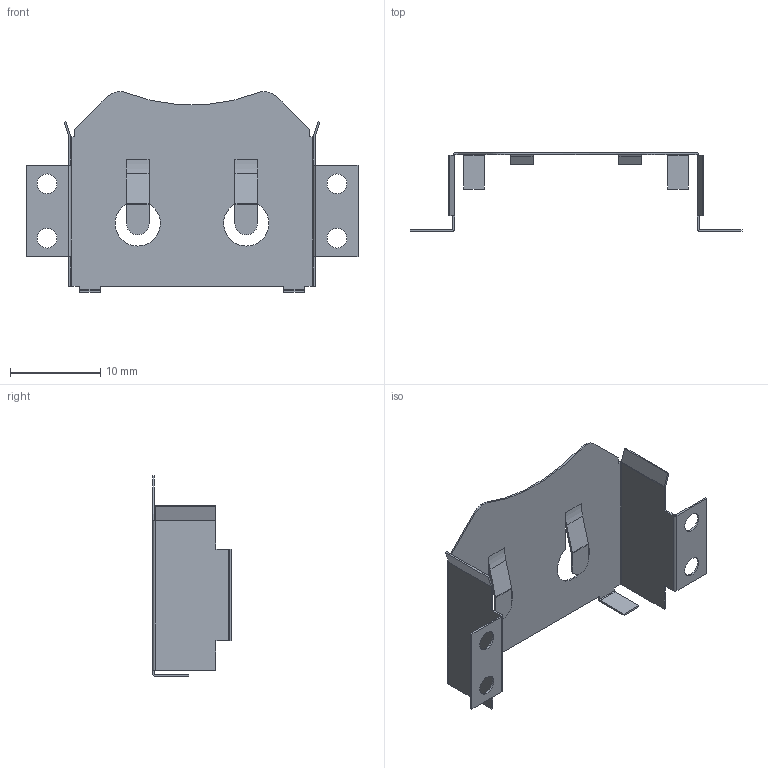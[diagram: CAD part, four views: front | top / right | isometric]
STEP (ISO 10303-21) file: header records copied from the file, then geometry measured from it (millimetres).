
FILE_DESCRIPTION (( 'STEP AP214' ), '1' );
FILE_NAME ('BRX1-2477-SM.STEP', '2020-02-10T20:53:54', ( '' ), ( '' ), 'SwSTEP 2.0', 'SolidWorks 2017', '' );
FILE_SCHEMA (( 'AUTOMOTIVE_DESIGN' ));
Length unit declared in the file: millimetre
Products named in the file (1): BRX1-2477-SM
Bounding box: 36.7 x 8.7 x 22.2 mm (x, y, z)
Volume: 180.5 mm3; surface area: 1861.1 mm2
Topology: 1 solids, 1 shells, 146 faces, 340 edges, 196 vertices
Faces by surface type: plane 105, cylinder 41
Entity records: 4088 total; most frequent: DIRECTION 716, CARTESIAN_POINT 683, ORIENTED_EDGE 680, EDGE_CURVE 340, LINE 258, VECTOR 258, AXIS2_PLACEMENT_3D 229, VERTEX_POINT 196
